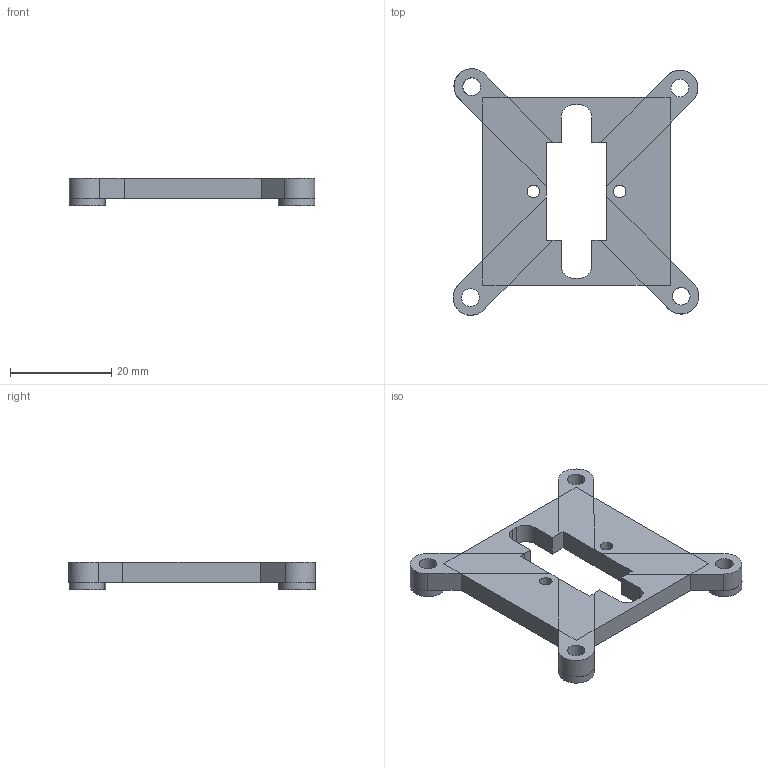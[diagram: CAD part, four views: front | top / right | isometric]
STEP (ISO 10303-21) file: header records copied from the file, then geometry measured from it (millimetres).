
FILE_DESCRIPTION(('FreeCAD Model'),'2;1');
FILE_NAME('Open CASCADE Shape Model','2024-05-24T01:21:39',(''),(''), 'Open CASCADE STEP processor 7.6','FreeCAD','Unknown');
FILE_SCHEMA(('AUTOMOTIVE_DESIGN { 1 0 10303 214 1 1 1 1 }'));
Length unit declared in the file: millimetre
Products named in the file (1): Pad007
Bounding box: 48.55 x 48.68 x 5.5 mm (x, y, z)
Volume: 5006.9 mm3; surface area: 4064.1 mm2
Topology: 1 solids, 1 shells, 94 faces, 226 edges, 134 vertices
Faces by surface type: plane 70, cylinder 24
Full cylindrical faces by diameter (mm): 2.5 x2, 3.5 x8, 4.5 x2, 7 x4
Entity records: 2734 total; most frequent: DIRECTION 490, CARTESIAN_POINT 455, ORIENTED_EDGE 452, EDGE_CURVE 226, AXIS2_PLACEMENT_3D 169, LINE 152, VECTOR 152, VERTEX_POINT 134
